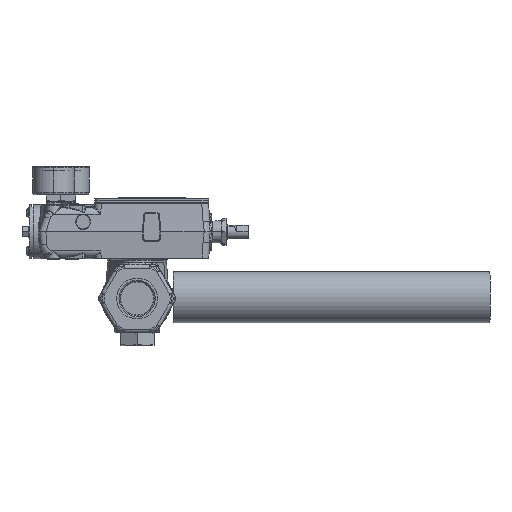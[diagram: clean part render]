
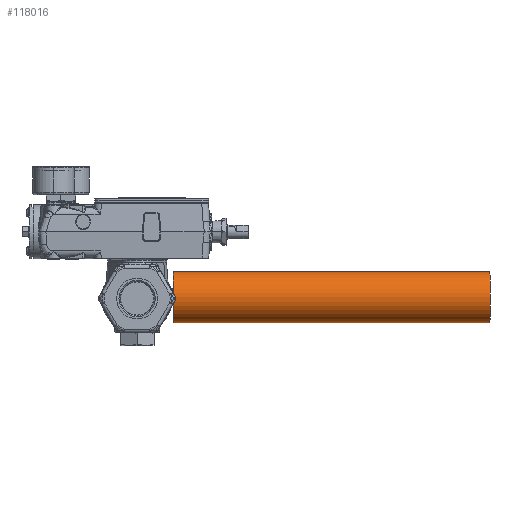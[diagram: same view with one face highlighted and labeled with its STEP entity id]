
A CAD part, left-side view. The second image highlights one B-rep face of the part: STEP entity #118016.
In plain terms, the highlighted cylindrical face has radius 23.812 mm (diameter 47.625 mm), a partial arc.
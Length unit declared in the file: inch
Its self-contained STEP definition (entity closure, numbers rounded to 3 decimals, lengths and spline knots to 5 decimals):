
#1335 = VERTEX_POINT ( 'NONE', #150338 ) ;
#3226 = CARTESIAN_POINT ( 'NONE',  ( 16.3025, -13.01825, -3.3535 ) ) ;
#3697 = CARTESIAN_POINT ( 'NONE',  ( 16.3025, -1.33075, -2.416 ) ) ;
#10436 = CARTESIAN_POINT ( 'NONE',  ( 16.3025, -13.01825, -2.416 ) ) ;
#14063 = VERTEX_POINT ( 'NONE', #124397 ) ;
#20377 = VERTEX_POINT ( 'NONE', #166730 ) ;
#23534 = DIRECTION ( 'NONE',  ( 0., 0., -1. ) ) ;
#25748 = CARTESIAN_POINT ( 'NONE',  ( 16.3025, -13.01825, -1.4785 ) ) ;
#27693 = DIRECTION ( 'NONE',  ( 0., 1., 0. ) ) ;
#33861 = EDGE_CURVE ( 'NONE', #20377, #14063, #54310, .T. ) ;
#36905 = CARTESIAN_POINT ( 'NONE',  ( 16.3025, -13.01825, -2.416 ) ) ;
#49425 = FACE_OUTER_BOUND ( 'NONE', #157190, .T. ) ;
#54310 = CIRCLE ( 'NONE', #159447, 0.9375 ) ;
#56261 = ORIENTED_EDGE ( 'NONE', *, *, #141057, .T. ) ;
#59445 = ORIENTED_EDGE ( 'NONE', *, *, #150879, .F. ) ;
#71147 = VECTOR ( 'NONE', #27693, 39.37008 ) ;
#101220 = DIRECTION ( 'NONE',  ( 0., 0., -1. ) ) ;
#109845 = CIRCLE ( 'NONE', #135320, 0.9375 ) ;
#111815 = LINE ( 'NONE', #189484, #152481 ) ;
#113738 = DIRECTION ( 'NONE',  ( 0., 1., 0. ) ) ;
#118016 = ADVANCED_FACE ( 'NONE', ( #49425 ), #129230, .T. ) ;
#118906 = VERTEX_POINT ( 'NONE', #3226 ) ;
#119562 = LINE ( 'NONE', #25748, #71147 ) ;
#124397 = CARTESIAN_POINT ( 'NONE',  ( 16.3025, -1.33075, -1.4785 ) ) ;
#129230 = CYLINDRICAL_SURFACE ( 'NONE', #167032, 0.9375 ) ;
#134163 = DIRECTION ( 'NONE',  ( 0., 1., 0. ) ) ;
#135320 = AXIS2_PLACEMENT_3D ( 'NONE', #36905, #158679, #172670 ) ;
#141057 = EDGE_CURVE ( 'NONE', #1335, #14063, #119562, .T. ) ;
#145425 = ORIENTED_EDGE ( 'NONE', *, *, #161830, .T. ) ;
#150338 = CARTESIAN_POINT ( 'NONE',  ( 16.3025, -13.01825, -1.4785 ) ) ;
#150879 = EDGE_CURVE ( 'NONE', #118906, #20377, #111815, .T. ) ;
#152481 = VECTOR ( 'NONE', #113738, 39.37008 ) ;
#157190 = EDGE_LOOP ( 'NONE', ( #145425, #56261, #181359, #59445 ) ) ;
#158679 = DIRECTION ( 'NONE',  ( 0., 1., 0. ) ) ;
#159447 = AXIS2_PLACEMENT_3D ( 'NONE', #3697, #174199, #23534 ) ;
#161830 = EDGE_CURVE ( 'NONE', #118906, #1335, #109845, .T. ) ;
#166730 = CARTESIAN_POINT ( 'NONE',  ( 16.3025, -1.33075, -3.3535 ) ) ;
#167032 = AXIS2_PLACEMENT_3D ( 'NONE', #10436, #134163, #101220 ) ;
#172670 = DIRECTION ( 'NONE',  ( 0., 0., -1. ) ) ;
#174199 = DIRECTION ( 'NONE',  ( 0., 1., 0. ) ) ;
#181359 = ORIENTED_EDGE ( 'NONE', *, *, #33861, .F. ) ;
#189484 = CARTESIAN_POINT ( 'NONE',  ( 16.3025, -13.01825, -3.3535 ) ) ;
